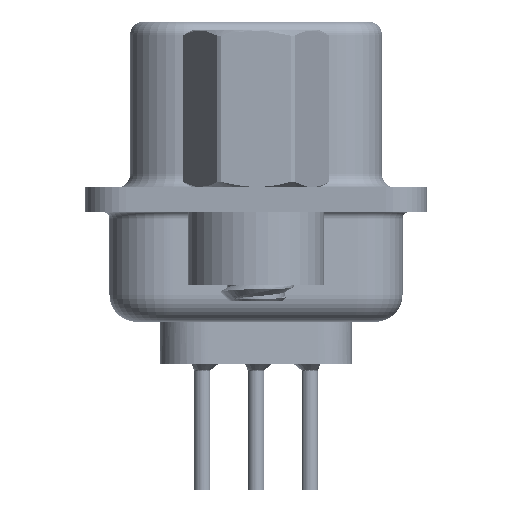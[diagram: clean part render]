
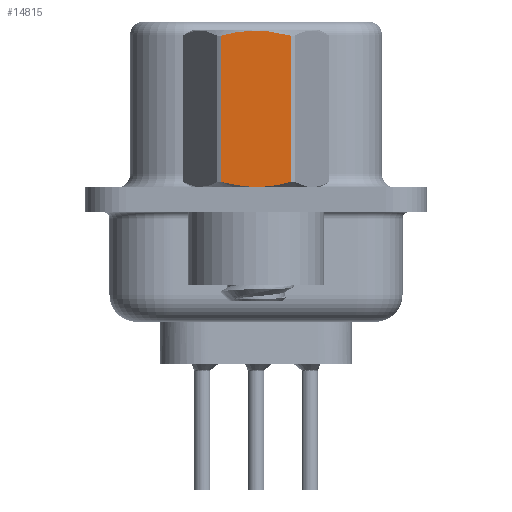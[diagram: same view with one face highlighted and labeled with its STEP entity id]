
A CAD part, left-side view. The second image highlights one B-rep face of the part: STEP entity #14815.
In plain terms, the highlighted planar face has unit normal (-1, 0, 0).
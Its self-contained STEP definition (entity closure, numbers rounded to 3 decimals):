
#193 = ORIENTED_EDGE ( 'NONE', *, *, #7308, .T. ) ;
#1223 = CARTESIAN_POINT ( 'NONE',  ( -2.381, 1.273, 0.652 ) ) ;
#2279 = CARTESIAN_POINT ( 'NONE',  ( -2.381, -0.215, 6.232 ) ) ;
#2749 = EDGE_LOOP ( 'NONE', ( #12630, #193, #18055, #36352 ) ) ;
#3179 = EDGE_CURVE ( 'NONE', #18793, #9174, #9146, .T. ) ;
#3973 = VERTEX_POINT ( 'NONE', #1223 ) ;
#5170 = CARTESIAN_POINT ( 'NONE',  ( -2.381, -1.273, 0.652 ) ) ;
#7308 = EDGE_CURVE ( 'NONE', #27659, #18793, #14550, .T. ) ;
#8776 = LINE ( 'NONE', #31807, #28341 ) ;
#9146 = B_SPLINE_CURVE_WITH_KNOTS ( 'NONE', 3,
 ( #14090, #11562, #17564, #19180, #2279, #25165, #28091, #25894, #31682, #16992 ),
 .UNSPECIFIED., .F., .F.,
 ( 4, 2, 2, 2, 4 ),
 ( 0.001, 0.002, 0.002, 0.003, 0.004 ),
 .UNSPECIFIED. ) ;
#9174 = VERTEX_POINT ( 'NONE', #25932 ) ;
#11562 = CARTESIAN_POINT ( 'NONE',  ( -2.381, -1.066, 6.104 ) ) ;
#11740 = CARTESIAN_POINT ( 'NONE',  ( -2.381, -1.066, 0.596 ) ) ;
#12630 = ORIENTED_EDGE ( 'NONE', *, *, #31649, .T. ) ;
#14090 = CARTESIAN_POINT ( 'NONE',  ( -2.381, -1.273, 6.048 ) ) ;
#14244 = DIRECTION ( 'NONE',  ( 0., -1., 0. ) ) ;
#14462 = CARTESIAN_POINT ( 'NONE',  ( -2.381, 0.428, 0.485 ) ) ;
#14550 = LINE ( 'NONE', #14739, #21478 ) ;
#14739 = CARTESIAN_POINT ( 'NONE',  ( -2.381, -1.273, 3.792 ) ) ;
#14815 = ADVANCED_FACE ( 'NONE', ( #17339 ), #34547, .T. ) ;
#16992 = CARTESIAN_POINT ( 'NONE',  ( -2.381, 1.273, 6.048 ) ) ;
#17117 = DIRECTION ( 'NONE',  ( 0., 0., -1. ) ) ;
#17175 = CARTESIAN_POINT ( 'NONE',  ( -2.381, -0.858, 0.55 ) ) ;
#17339 = FACE_OUTER_BOUND ( 'NONE', #2749, .T. ) ;
#17564 = CARTESIAN_POINT ( 'NONE',  ( -2.381, -0.858, 6.15 ) ) ;
#17627 = DIRECTION ( 'NONE',  ( 0., 0., 1. ) ) ;
#17739 = CARTESIAN_POINT ( 'NONE',  ( -2.381, 0.215, 0.468 ) ) ;
#18055 = ORIENTED_EDGE ( 'NONE', *, *, #3179, .T. ) ;
#18122 = EDGE_CURVE ( 'NONE', #9174, #3973, #8776, .T. ) ;
#18793 = VERTEX_POINT ( 'NONE', #32429 ) ;
#19180 = CARTESIAN_POINT ( 'NONE',  ( -2.381, -0.432, 6.215 ) ) ;
#19897 = CARTESIAN_POINT ( 'NONE',  ( -2.381, 0.853, 0.549 ) ) ;
#20285 = CARTESIAN_POINT ( 'NONE',  ( -2.381, -0.432, 0.485 ) ) ;
#20457 = CARTESIAN_POINT ( 'NONE',  ( -2.381, 1.065, 0.596 ) ) ;
#21478 = VECTOR ( 'NONE', #17627, 1000. ) ;
#25165 = CARTESIAN_POINT ( 'NONE',  ( -2.381, 0.215, 6.232 ) ) ;
#25894 = CARTESIAN_POINT ( 'NONE',  ( -2.381, 0.853, 6.151 ) ) ;
#25932 = CARTESIAN_POINT ( 'NONE',  ( -2.381, 1.273, 6.048 ) ) ;
#27659 = VERTEX_POINT ( 'NONE', #36941 ) ;
#27933 = B_SPLINE_CURVE_WITH_KNOTS ( 'NONE', 3,
 ( #35142, #20457, #19897, #14462, #17739, #29548, #20285, #17175, #11740, #5170 ),
 .UNSPECIFIED., .F., .F.,
 ( 4, 2, 2, 2, 4 ),
 ( 0.003, 0.003, 0.004, 0.004, 0.005 ),
 .UNSPECIFIED. ) ;
#28091 = CARTESIAN_POINT ( 'NONE',  ( -2.381, 0.428, 6.215 ) ) ;
#28267 = AXIS2_PLACEMENT_3D ( 'NONE', #32405, #31639, #14244 ) ;
#28341 = VECTOR ( 'NONE', #17117, 1000. ) ;
#29548 = CARTESIAN_POINT ( 'NONE',  ( -2.381, -0.215, 0.468 ) ) ;
#31639 = DIRECTION ( 'NONE',  ( -1., 0., 0. ) ) ;
#31649 = EDGE_CURVE ( 'NONE', #3973, #27659, #27933, .T. ) ;
#31682 = CARTESIAN_POINT ( 'NONE',  ( -2.381, 1.065, 6.104 ) ) ;
#31807 = CARTESIAN_POINT ( 'NONE',  ( -2.381, 1.273, 3.792 ) ) ;
#32405 = CARTESIAN_POINT ( 'NONE',  ( -2.381, 1.375, -3.75 ) ) ;
#32429 = CARTESIAN_POINT ( 'NONE',  ( -2.381, -1.273, 6.048 ) ) ;
#34547 = PLANE ( 'NONE',  #28267 ) ;
#35142 = CARTESIAN_POINT ( 'NONE',  ( -2.381, 1.273, 0.652 ) ) ;
#36352 = ORIENTED_EDGE ( 'NONE', *, *, #18122, .T. ) ;
#36941 = CARTESIAN_POINT ( 'NONE',  ( -2.381, -1.273, 0.652 ) ) ;
